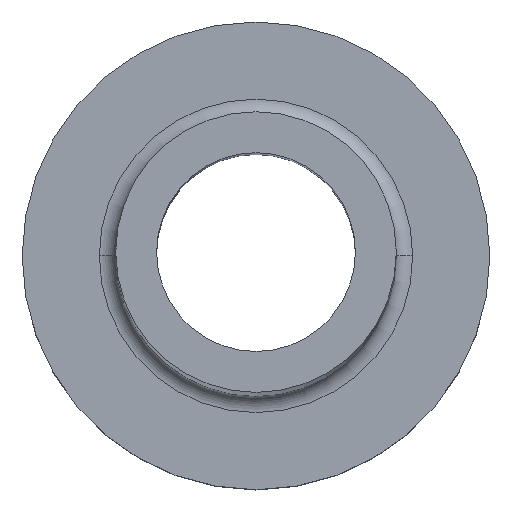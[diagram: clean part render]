
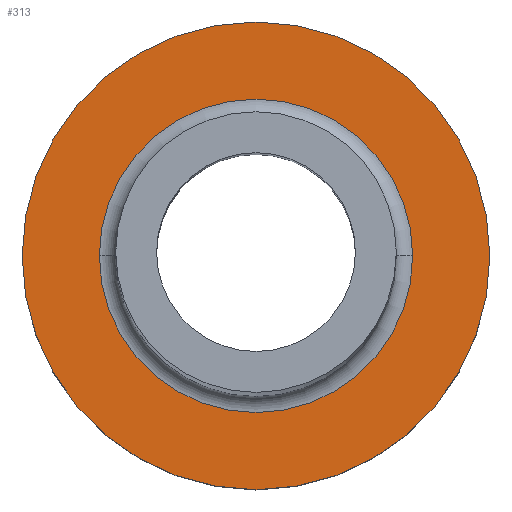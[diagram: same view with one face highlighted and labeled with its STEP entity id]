
A CAD part, top view. The second image highlights one B-rep face of the part: STEP entity #313.
In plain terms, the highlighted planar face has unit normal (0, 0, 1).
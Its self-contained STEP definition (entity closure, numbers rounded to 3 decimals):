
#27 = VERTEX_POINT ( 'NONE', #151 ) ;
#33 = EDGE_CURVE ( 'NONE', #27, #303, #62, .T. ) ;
#38 = ORIENTED_EDGE ( 'NONE', *, *, #145, .T. ) ;
#43 = ORIENTED_EDGE ( 'NONE', *, *, #33, .T. ) ;
#62 = CIRCLE ( 'NONE', #373, 10. ) ;
#63 = CARTESIAN_POINT ( 'NONE',  ( 0., 0., 7. ) ) ;
#106 = FACE_OUTER_BOUND ( 'NONE', #180, .T. ) ;
#109 = AXIS2_PLACEMENT_3D ( 'NONE', #454, #257, #141 ) ;
#122 = DIRECTION ( 'NONE',  ( 1., 0., 0. ) ) ;
#129 = CARTESIAN_POINT ( 'NONE',  ( 10., 0., 7. ) ) ;
#141 = DIRECTION ( 'NONE',  ( 1., 0., 0. ) ) ;
#143 = DIRECTION ( 'NONE',  ( 1., 0., 0. ) ) ;
#144 = DIRECTION ( 'NONE',  ( 0., 0., -1. ) ) ;
#145 = EDGE_CURVE ( 'NONE', #353, #266, #271, .T. ) ;
#151 = CARTESIAN_POINT ( 'NONE',  ( -10., 0., 7. ) ) ;
#159 = EDGE_LOOP ( 'NONE', ( #38, #340 ) ) ;
#162 = DIRECTION ( 'NONE',  ( 0., 0., -1. ) ) ;
#171 = CARTESIAN_POINT ( 'NONE',  ( 0., 0., 7. ) ) ;
#180 = EDGE_LOOP ( 'NONE', ( #43, #361 ) ) ;
#181 = DIRECTION ( 'NONE',  ( 0., 0., 1. ) ) ;
#217 = CARTESIAN_POINT ( 'NONE',  ( -6.7, 0., 7. ) ) ;
#235 = AXIS2_PLACEMENT_3D ( 'NONE', #171, #144, #322 ) ;
#245 = CARTESIAN_POINT ( 'NONE',  ( 6.7, 0., 7. ) ) ;
#257 = DIRECTION ( 'NONE',  ( 0., 0., 1. ) ) ;
#258 = CARTESIAN_POINT ( 'NONE',  ( 0., 0., 7. ) ) ;
#261 = EDGE_CURVE ( 'NONE', #303, #27, #382, .T. ) ;
#266 = VERTEX_POINT ( 'NONE', #217 ) ;
#271 = CIRCLE ( 'NONE', #321, 6.7 ) ;
#292 = CARTESIAN_POINT ( 'NONE',  ( 0., 0., 7. ) ) ;
#303 = VERTEX_POINT ( 'NONE', #129 ) ;
#313 = ADVANCED_FACE ( 'NONE', ( #355, #106 ), #363, .T. ) ;
#321 = AXIS2_PLACEMENT_3D ( 'NONE', #63, #162, #122 ) ;
#322 = DIRECTION ( 'NONE',  ( 1., 0., 0. ) ) ;
#330 = DIRECTION ( 'NONE',  ( 0., 0., 1. ) ) ;
#340 = ORIENTED_EDGE ( 'NONE', *, *, #376, .T. ) ;
#353 = VERTEX_POINT ( 'NONE', #245 ) ;
#355 = FACE_BOUND ( 'NONE', #159, .T. ) ;
#361 = ORIENTED_EDGE ( 'NONE', *, *, #261, .T. ) ;
#363 = PLANE ( 'NONE',  #412 ) ;
#372 = CIRCLE ( 'NONE', #235, 6.7 ) ;
#373 = AXIS2_PLACEMENT_3D ( 'NONE', #258, #330, #143 ) ;
#376 = EDGE_CURVE ( 'NONE', #266, #353, #372, .T. ) ;
#382 = CIRCLE ( 'NONE', #109, 10. ) ;
#387 = DIRECTION ( 'NONE',  ( 1., 0., 0. ) ) ;
#412 = AXIS2_PLACEMENT_3D ( 'NONE', #292, #181, #387 ) ;
#454 = CARTESIAN_POINT ( 'NONE',  ( 0., 0., 7. ) ) ;
